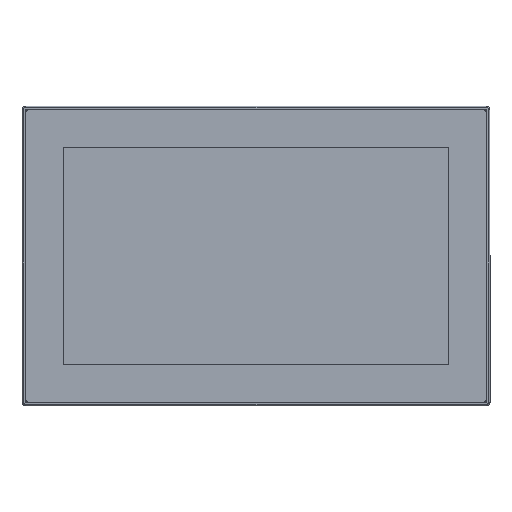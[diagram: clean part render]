
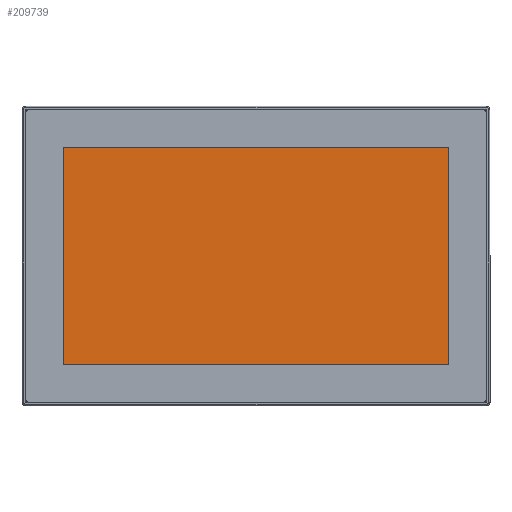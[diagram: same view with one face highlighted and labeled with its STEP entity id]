
A CAD part, top view. The second image highlights one B-rep face of the part: STEP entity #209739.
In plain terms, the highlighted planar face has unit normal (0, 0, 1).
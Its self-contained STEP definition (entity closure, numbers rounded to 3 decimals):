
#5060 = ORIENTED_EDGE ( 'NONE', *, *, #148602, .T. ) ;
#5964 = DIRECTION ( 'NONE',  ( 0., 1., 0. ) ) ;
#6825 = DIRECTION ( 'NONE',  ( 0., 0., -1. ) ) ;
#15390 = CARTESIAN_POINT ( 'NONE',  ( -172.95, 97.6, 1.7 ) ) ;
#28176 = LINE ( 'NONE', #113308, #89317 ) ;
#39892 = EDGE_CURVE ( 'NONE', #155346, #65634, #226574, .T. ) ;
#48554 = DIRECTION ( 'NONE',  ( -1., 0., 0. ) ) ;
#49316 = ORIENTED_EDGE ( 'NONE', *, *, #39892, .T. ) ;
#65634 = VERTEX_POINT ( 'NONE', #144698 ) ;
#89317 = VECTOR ( 'NONE', #132686, 1000. ) ;
#93229 = VECTOR ( 'NONE', #48554, 1000. ) ;
#99252 = LINE ( 'NONE', #236011, #144545 ) ;
#102595 = PLANE ( 'NONE',  #244024 ) ;
#113308 = CARTESIAN_POINT ( 'NONE',  ( -172.95, 97.6, 1.7 ) ) ;
#117790 = EDGE_LOOP ( 'NONE', ( #210638, #154233, #5060, #49316 ) ) ;
#132686 = DIRECTION ( 'NONE',  ( 0., -1., 0. ) ) ;
#141318 = DIRECTION ( 'NONE',  ( -1., 0., 0. ) ) ;
#144545 = VECTOR ( 'NONE', #5964, 1000. ) ;
#144698 = CARTESIAN_POINT ( 'NONE',  ( 172.95, -97.6, 1.7 ) ) ;
#148602 = EDGE_CURVE ( 'NONE', #162754, #155346, #28176, .T. ) ;
#154233 = ORIENTED_EDGE ( 'NONE', *, *, #178797, .T. ) ;
#155346 = VERTEX_POINT ( 'NONE', #208871 ) ;
#161416 = VERTEX_POINT ( 'NONE', #236938 ) ;
#162754 = VERTEX_POINT ( 'NONE', #15390 ) ;
#163848 = CARTESIAN_POINT ( 'NONE',  ( 172.95, 97.6, 1.7 ) ) ;
#165051 = VECTOR ( 'NONE', #241813, 1000. ) ;
#178797 = EDGE_CURVE ( 'NONE', #161416, #162754, #195658, .T. ) ;
#195658 = LINE ( 'NONE', #163848, #93229 ) ;
#205712 = EDGE_CURVE ( 'NONE', #65634, #161416, #99252, .T. ) ;
#208871 = CARTESIAN_POINT ( 'NONE',  ( -172.95, -97.6, 1.7 ) ) ;
#209739 = ADVANCED_FACE ( 'NONE', ( #212332 ), #102595, .F. ) ;
#210638 = ORIENTED_EDGE ( 'NONE', *, *, #205712, .T. ) ;
#211169 = CARTESIAN_POINT ( 'NONE',  ( 172.95, -97.6, 1.7 ) ) ;
#212332 = FACE_OUTER_BOUND ( 'NONE', #117790, .T. ) ;
#226574 = LINE ( 'NONE', #211169, #165051 ) ;
#236011 = CARTESIAN_POINT ( 'NONE',  ( 172.95, 97.6, 1.7 ) ) ;
#236881 = CARTESIAN_POINT ( 'NONE',  ( 0., 0., 1.7 ) ) ;
#236938 = CARTESIAN_POINT ( 'NONE',  ( 172.95, 97.6, 1.7 ) ) ;
#241813 = DIRECTION ( 'NONE',  ( 1., 0., 0. ) ) ;
#244024 = AXIS2_PLACEMENT_3D ( 'NONE', #236881, #6825, #141318 ) ;
